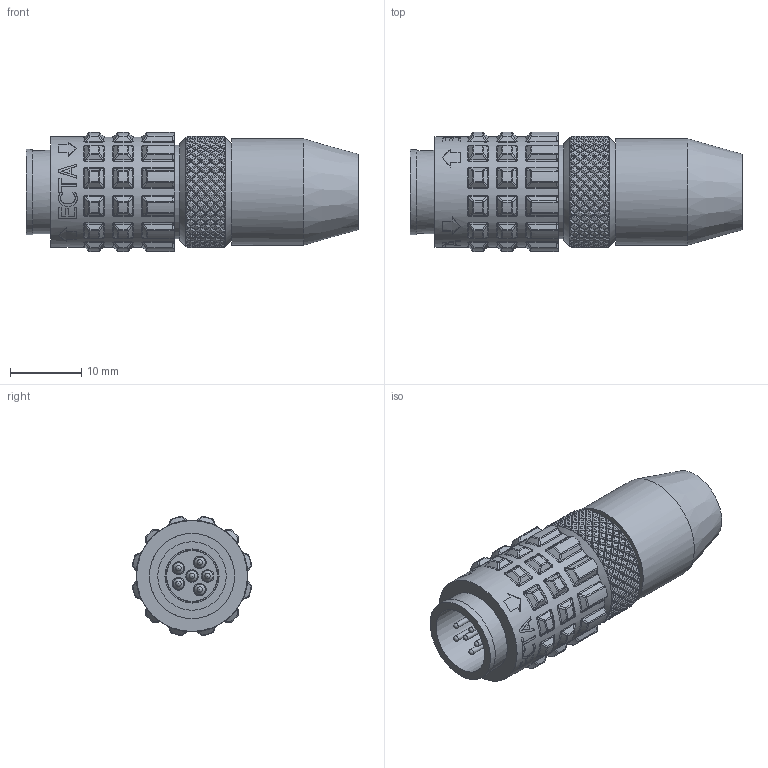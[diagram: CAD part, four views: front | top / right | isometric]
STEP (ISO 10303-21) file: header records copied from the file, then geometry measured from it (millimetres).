
FILE_DESCRIPTION(/* description */ (''),/* implementation_level */ '2;1');
FILE_NAME(/* name */ 'C628.stp',/* time_stamp */ '2019-10-24T09:20:47-04:00',/* author */ ('lcup'),/* organization */ (''),/* preprocessor_version */ 'ST-DEVELOPER v18',/* originating_system */ 'Autodesk Inventor 2020',/* authorisation */ '');
FILE_SCHEMA (('AUTOMOTIVE_DESIGN { 1 0 10303 214 3 1 1 }'));
Products named in the file (6): C628; CBP10179; ECTA HOUSING; ECTA PINS; CBP10179, PIN; CBP10180
Assembly tree (10 placements, depth 3):
  C628
    CBP10179
      ECTA HOUSING
      ECTA PINS
      CBP10179, PIN  x6
    CBP10180
Bounding box: 46.69 x 16.77 x 16.77 mm (x, y, z)
Volume: 5874.8 mm3; surface area: 5917.7 mm2
Topology: 9 solids, 9 shells, 4470 faces, 9987 edges, 5832 vertices
Faces by surface type: plane 3481, bspline 355, cylinder 309, sphere 126, torus 122, cone 77
Full cylindrical faces by diameter (mm): 0.762 x18, 1.194 x42, 1.524 x6, 3.048 x2, 7.112 x2, 7.315 x1, 7.62 x1, 7.874 x1, 9.144 x1, 9.22 x1, 9.271 x1, 9.627 x1, 10.922 x1, 11.176 x1, 11.43 x1, 11.684 x1, 11.976 x1, 12.065 x1, 12.7 x1, 13.144 x1, 14.986 x1, 15.24 x1, 15.596 x1
Entity records: 140694 total; most frequent: CARTESIAN_POINT 40950, DIRECTION 19980, ORIENTED_EDGE 19550, EDGE_CURVE 9775, AXIS2_PLACEMENT_3D 6992, LINE 5996, VECTOR 5996, VERTEX_POINT 5682
